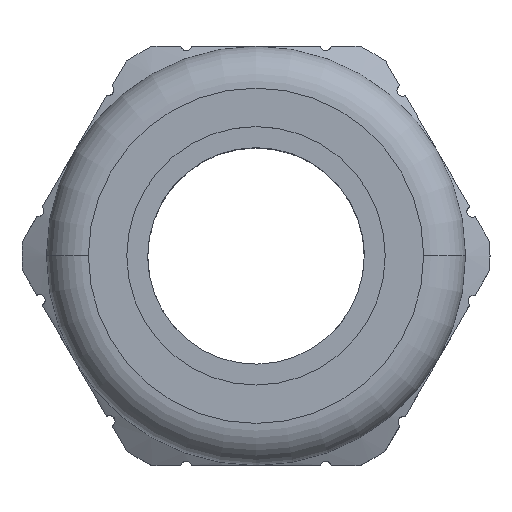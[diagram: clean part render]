
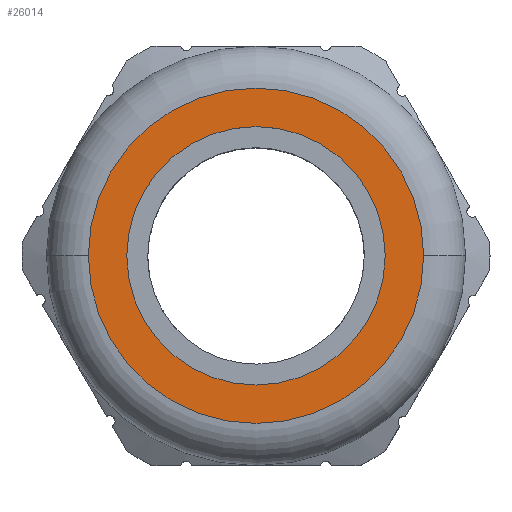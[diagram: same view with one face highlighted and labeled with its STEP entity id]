
A CAD part, top view. The second image highlights one B-rep face of the part: STEP entity #26014.
In plain terms, the highlighted planar face has unit normal (0, 0, 1).
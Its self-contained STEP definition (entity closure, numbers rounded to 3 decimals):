
#25937=AXIS2_PLACEMENT_3D('Circle Axis2P3D',#25935,#25936,$) ;
#25972=AXIS2_PLACEMENT_3D('Circle Axis2P3D',#25970,#25971,$) ;
#25990=AXIS2_PLACEMENT_3D('Plane Axis2P3D',#25987,#25988,#25989) ;
#25994=AXIS2_PLACEMENT_3D('Circle Axis2P3D',#25992,#25993,$) ;
#26003=AXIS2_PLACEMENT_3D('Circle Axis2P3D',#26001,#26002,$) ;
#25935=CARTESIAN_POINT('Axis2P3D Location',(16.75,15.,32.55)) ;
#25939=CARTESIAN_POINT('Vertex',(26.,15.,32.55)) ;
#25941=CARTESIAN_POINT('Vertex',(7.5,15.,32.55)) ;
#25970=CARTESIAN_POINT('Axis2P3D Location',(16.75,15.,32.55)) ;
#25987=CARTESIAN_POINT('Axis2P3D Location',(16.75,15.,32.55)) ;
#25992=CARTESIAN_POINT('Axis2P3D Location',(16.75,15.,32.55)) ;
#25996=CARTESIAN_POINT('Vertex',(28.75,15.,32.55)) ;
#25998=CARTESIAN_POINT('Vertex',(4.75,15.,32.55)) ;
#26001=CARTESIAN_POINT('Axis2P3D Location',(16.75,15.,32.55)) ;
#25936=DIRECTION('Axis2P3D Direction',(0.,0.,-1.)) ;
#25971=DIRECTION('Axis2P3D Direction',(0.,0.,-1.)) ;
#25988=DIRECTION('Axis2P3D Direction',(0.,0.,1.)) ;
#25989=DIRECTION('Axis2P3D XDirection',(1.,0.,0.)) ;
#25993=DIRECTION('Axis2P3D Direction',(0.,0.,1.)) ;
#26002=DIRECTION('Axis2P3D Direction',(0.,0.,1.)) ;
#26007=ORIENTED_EDGE('',*,*,#26000,.T.) ;
#26008=ORIENTED_EDGE('',*,*,#26005,.T.) ;
#26011=ORIENTED_EDGE('',*,*,#25974,.T.) ;
#26012=ORIENTED_EDGE('',*,*,#25943,.T.) ;
#26013=FACE_BOUND('',#26010,.T.) ;
#26014=ADVANCED_FACE('Hauptk\X2\00F6\X0\rper',(#26009,#26013),#25991,.T.) ;
#25938=CIRCLE('generated circle',#25937,9.25) ;
#25973=CIRCLE('generated circle',#25972,9.25) ;
#25995=CIRCLE('generated circle',#25994,12.) ;
#26004=CIRCLE('generated circle',#26003,12.) ;
#25943=EDGE_CURVE('',#25940,#25942,#25938,.T.) ;
#25974=EDGE_CURVE('',#25942,#25940,#25973,.T.) ;
#26000=EDGE_CURVE('',#25997,#25999,#25995,.T.) ;
#26005=EDGE_CURVE('',#25999,#25997,#26004,.T.) ;
#26006=EDGE_LOOP('',(#26007,#26008)) ;
#26010=EDGE_LOOP('',(#26011,#26012)) ;
#26009=FACE_OUTER_BOUND('',#26006,.T.) ;
#25991=PLANE('',#25990) ;
#25940=VERTEX_POINT('',#25939) ;
#25942=VERTEX_POINT('',#25941) ;
#25997=VERTEX_POINT('',#25996) ;
#25999=VERTEX_POINT('',#25998) ;
